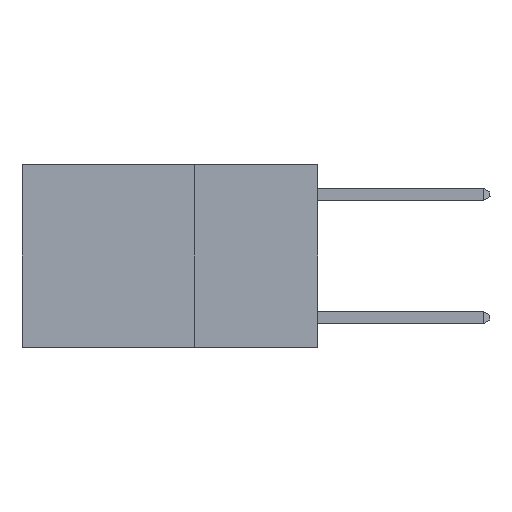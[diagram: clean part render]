
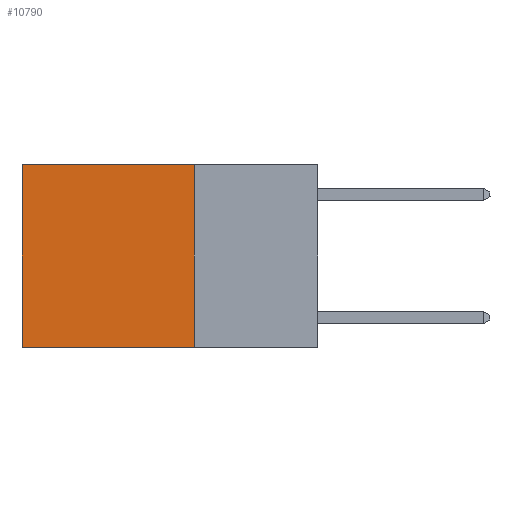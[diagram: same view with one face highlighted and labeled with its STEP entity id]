
A CAD part, left-side view. The second image highlights one B-rep face of the part: STEP entity #10790.
In plain terms, the highlighted planar face has unit normal (-1, 0, 0).
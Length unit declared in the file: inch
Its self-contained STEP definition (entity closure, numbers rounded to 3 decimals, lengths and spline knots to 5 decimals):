
#196 = ORIENTED_EDGE ( 'NONE', *, *, #342, .F. ) ;
#342 = EDGE_CURVE ( 'NONE', #12971, #11310, #10292, .T. ) ;
#625 = ORIENTED_EDGE ( 'NONE', *, *, #3735, .F. ) ;
#1890 = CARTESIAN_POINT ( 'NONE',  ( 0.2625, 0.25, 0. ) ) ;
#2422 = CARTESIAN_POINT ( 'NONE',  ( 0.2625, 0.6, 0. ) ) ;
#2854 = DIRECTION ( 'NONE',  ( 0., 1., 0. ) ) ;
#3328 = CARTESIAN_POINT ( 'NONE',  ( 0.2625, 0.25, -0.37 ) ) ;
#3729 = LINE ( 'NONE', #5526, #16797 ) ;
#3735 = EDGE_CURVE ( 'NONE', #10914, #12971, #12444, .T. ) ;
#4116 = FACE_OUTER_BOUND ( 'NONE', #15984, .T. ) ;
#4472 = CARTESIAN_POINT ( 'NONE',  ( 0.2625, 0.25, 0. ) ) ;
#5294 = AXIS2_PLACEMENT_3D ( 'NONE', #1890, #16367, #8555 ) ;
#5526 = CARTESIAN_POINT ( 'NONE',  ( 0.2625, 0.6, 0. ) ) ;
#6239 = DIRECTION ( 'NONE',  ( 0., 1., 0. ) ) ;
#8380 = DIRECTION ( 'NONE',  ( 0., 0., -1. ) ) ;
#8555 = DIRECTION ( 'NONE',  ( 0., 0., -1. ) ) ;
#9237 = VECTOR ( 'NONE', #2854, 39.37008 ) ;
#9953 = ORIENTED_EDGE ( 'NONE', *, *, #14678, .T. ) ;
#10292 = LINE ( 'NONE', #11202, #13369 ) ;
#10624 = EDGE_CURVE ( 'NONE', #10914, #13213, #16205, .T. ) ;
#10790 = ADVANCED_FACE ( 'NONE', ( #4116 ), #13776, .F. ) ;
#10886 = ORIENTED_EDGE ( 'NONE', *, *, #10624, .T. ) ;
#10914 = VERTEX_POINT ( 'NONE', #16530 ) ;
#11202 = CARTESIAN_POINT ( 'NONE',  ( 0.2625, 0.25, -0.37 ) ) ;
#11310 = VERTEX_POINT ( 'NONE', #14784 ) ;
#12035 = VECTOR ( 'NONE', #8380, 39.37008 ) ;
#12444 = LINE ( 'NONE', #4472, #12035 ) ;
#12971 = VERTEX_POINT ( 'NONE', #3328 ) ;
#13213 = VERTEX_POINT ( 'NONE', #2422 ) ;
#13369 = VECTOR ( 'NONE', #6239, 39.37008 ) ;
#13776 = PLANE ( 'NONE',  #5294 ) ;
#14678 = EDGE_CURVE ( 'NONE', #13213, #11310, #3729, .T. ) ;
#14701 = DIRECTION ( 'NONE',  ( 0., 0., -1. ) ) ;
#14784 = CARTESIAN_POINT ( 'NONE',  ( 0.2625, 0.6, -0.37 ) ) ;
#15984 = EDGE_LOOP ( 'NONE', ( #9953, #196, #625, #10886 ) ) ;
#16022 = CARTESIAN_POINT ( 'NONE',  ( 0.2625, 0.25, 0. ) ) ;
#16205 = LINE ( 'NONE', #16022, #9237 ) ;
#16367 = DIRECTION ( 'NONE',  ( 1., 0., 0. ) ) ;
#16530 = CARTESIAN_POINT ( 'NONE',  ( 0.2625, 0.25, 0. ) ) ;
#16797 = VECTOR ( 'NONE', #14701, 39.37008 ) ;
